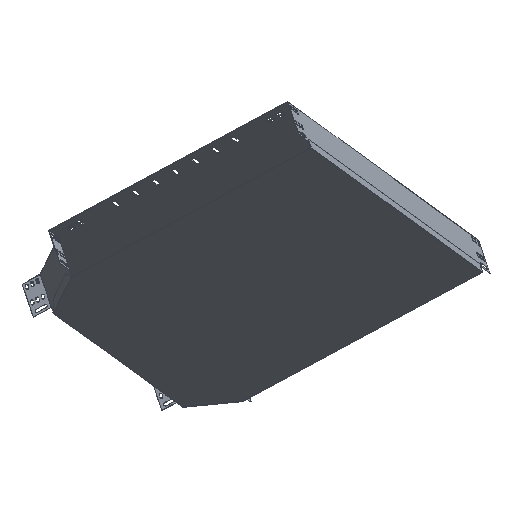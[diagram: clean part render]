
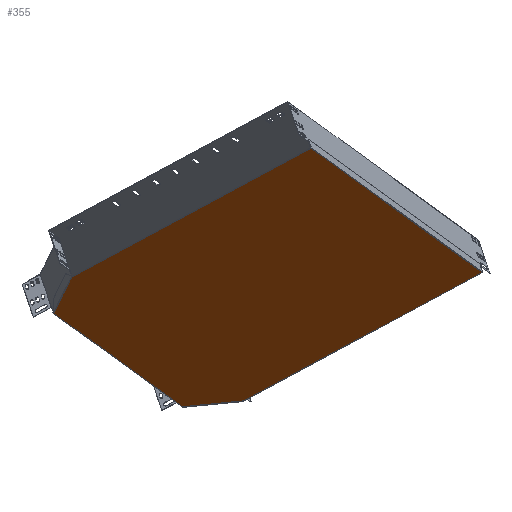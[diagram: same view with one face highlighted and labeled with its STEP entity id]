
A CAD part, front view. The second image highlights one B-rep face of the part: STEP entity #355.
In plain terms, the highlighted planar face has unit normal (0.283, -0.485, -0.827).
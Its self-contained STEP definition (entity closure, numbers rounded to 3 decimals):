
#14 = LINE ( 'NONE', #4819, #5534 ) ;
#32 = LINE ( 'NONE', #4153, #708 ) ;
#35 = DIRECTION ( 'NONE',  ( 0.455, 0.827, -0.33 ) ) ;
#314 = VECTOR ( 'NONE', #10300, 1000. ) ;
#355 = ADVANCED_FACE ( 'NONE', ( #3740 ), #14054, .F. ) ;
#511 = CARTESIAN_POINT ( 'NONE',  ( -112.727, 464.45, -304.644 ) ) ;
#708 = VECTOR ( 'NONE', #6369, 1000. ) ;
#799 = DIRECTION ( 'NONE',  ( 0.919, 0.385, 0.088 ) ) ;
#820 = ORIENTED_EDGE ( 'NONE', *, *, #11604, .F. ) ;
#824 = DIRECTION ( 'NONE',  ( -0.283, 0.485, 0.827 ) ) ;
#932 = LINE ( 'NONE', #2517, #2152 ) ;
#963 = ORIENTED_EDGE ( 'NONE', *, *, #4361, .F. ) ;
#1201 = VERTEX_POINT ( 'NONE', #11719 ) ;
#1309 = LINE ( 'NONE', #9838, #2148 ) ;
#1559 = CARTESIAN_POINT ( 'NONE',  ( -347.51, -143.803, -27.995 ) ) ;
#1577 = AXIS2_PLACEMENT_3D ( 'NONE', #4107, #824, #8547 ) ;
#1864 = LINE ( 'NONE', #9221, #7737 ) ;
#2148 = VECTOR ( 'NONE', #3223, 1000. ) ;
#2152 = VECTOR ( 'NONE', #3634, 1000. ) ;
#2517 = CARTESIAN_POINT ( 'NONE',  ( 17.199, 518.89, -292.165 ) ) ;
#2677 = DIRECTION ( 'NONE',  ( 0.919, 0.385, 0.088 ) ) ;
#2915 = EDGE_CURVE ( 'NONE', #11207, #8416, #1864, .T. ) ;
#3025 = CARTESIAN_POINT ( 'NONE',  ( -114.152, 465.114, -305.521 ) ) ;
#3065 = ORIENTED_EDGE ( 'NONE', *, *, #3639, .T. ) ;
#3191 = EDGE_CURVE ( 'NONE', #1201, #11062, #32, .T. ) ;
#3223 = DIRECTION ( 'NONE',  ( 0.455, 0.827, -0.33 ) ) ;
#3369 = CARTESIAN_POINT ( 'NONE',  ( 160.585, -314.675, 246.005 ) ) ;
#3634 = DIRECTION ( 'NONE',  ( 0.845, -0.283, 0.455 ) ) ;
#3639 = EDGE_CURVE ( 'NONE', #3936, #9197, #7902, .T. ) ;
#3710 = CARTESIAN_POINT ( 'NONE',  ( -387.534, -32.212, -107.162 ) ) ;
#3724 = DIRECTION ( 'NONE',  ( 0.276, -0.785, 0.555 ) ) ;
#3740 = FACE_OUTER_BOUND ( 'NONE', #9986, .T. ) ;
#3936 = VERTEX_POINT ( 'NONE', #8543 ) ;
#4107 = CARTESIAN_POINT ( 'NONE',  ( -503.023, 300.915, -342.132 ) ) ;
#4112 = ORIENTED_EDGE ( 'NONE', *, *, #7077, .F. ) ;
#4153 = CARTESIAN_POINT ( 'NONE',  ( 160.424, -313.513, 245.268 ) ) ;
#4361 = EDGE_CURVE ( 'NONE', #5551, #11088, #14, .T. ) ;
#4556 = EDGE_CURVE ( 'NONE', #5551, #3936, #6026, .T. ) ;
#4684 = VECTOR ( 'NONE', #2677, 1000. ) ;
#4819 = CARTESIAN_POINT ( 'NONE',  ( -112.892, 464.921, -304.977 ) ) ;
#5534 = VECTOR ( 'NONE', #3724, 1000. ) ;
#5551 = VERTEX_POINT ( 'NONE', #13566 ) ;
#6026 = LINE ( 'NONE', #3025, #8968 ) ;
#6295 = ORIENTED_EDGE ( 'NONE', *, *, #3191, .T. ) ;
#6369 = DIRECTION ( 'NONE',  ( -0.845, 0.283, -0.455 ) ) ;
#6771 = CARTESIAN_POINT ( 'NONE',  ( -348.245, -144.111, -28.065 ) ) ;
#7060 = DIRECTION ( 'NONE',  ( 0.919, 0.385, 0.088 ) ) ;
#7077 = EDGE_CURVE ( 'NONE', #11207, #8393, #13520, .T. ) ;
#7132 = CARTESIAN_POINT ( 'NONE',  ( -346.959, -143.572, -27.942 ) ) ;
#7272 = LINE ( 'NONE', #1559, #4684 ) ;
#7720 = VERTEX_POINT ( 'NONE', #13760 ) ;
#7737 = VECTOR ( 'NONE', #7060, 1000. ) ;
#7775 = ORIENTED_EDGE ( 'NONE', *, *, #4556, .T. ) ;
#7807 = LINE ( 'NONE', #3369, #10391 ) ;
#7902 = LINE ( 'NONE', #8285, #13763 ) ;
#7915 = CARTESIAN_POINT ( 'NONE',  ( -385.936, -32.562, -106.411 ) ) ;
#8285 = CARTESIAN_POINT ( 'NONE',  ( 17.033, 519.361, -292.498 ) ) ;
#8393 = VERTEX_POINT ( 'NONE', #6771 ) ;
#8416 = VERTEX_POINT ( 'NONE', #7915 ) ;
#8543 = CARTESIAN_POINT ( 'NONE',  ( 16.813, 519.989, -292.942 ) ) ;
#8547 = DIRECTION ( 'NONE',  ( -0.455, -0.827, 0.33 ) ) ;
#8858 = EDGE_CURVE ( 'NONE', #8416, #11088, #1309, .T. ) ;
#8968 = VECTOR ( 'NONE', #799, 1000. ) ;
#9195 = ORIENTED_EDGE ( 'NONE', *, *, #13842, .T. ) ;
#9197 = VERTEX_POINT ( 'NONE', #12645 ) ;
#9221 = CARTESIAN_POINT ( 'NONE',  ( -386.487, -32.793, -106.464 ) ) ;
#9838 = CARTESIAN_POINT ( 'NONE',  ( -385.936, -32.562, -106.411 ) ) ;
#9986 = EDGE_LOOP ( 'NONE', ( #14259, #963, #7775, #3065, #9195, #12512, #6295, #820, #4112, #10011 ) ) ;
#10011 = ORIENTED_EDGE ( 'NONE', *, *, #2915, .T. ) ;
#10300 = DIRECTION ( 'NONE',  ( 0.276, -0.785, 0.555 ) ) ;
#10391 = VECTOR ( 'NONE', #35, 1000. ) ;
#11062 = VERTEX_POINT ( 'NONE', #7132 ) ;
#11088 = VERTEX_POINT ( 'NONE', #511 ) ;
#11207 = VERTEX_POINT ( 'NONE', #12940 ) ;
#11604 = EDGE_CURVE ( 'NONE', #8393, #11062, #7272, .T. ) ;
#11719 = CARTESIAN_POINT ( 'NONE',  ( 161.1, -313.739, 245.631 ) ) ;
#12512 = ORIENTED_EDGE ( 'NONE', *, *, #13538, .F. ) ;
#12645 = CARTESIAN_POINT ( 'NONE',  ( 17.199, 518.89, -292.165 ) ) ;
#12940 = CARTESIAN_POINT ( 'NONE',  ( -387.222, -33.1, -106.534 ) ) ;
#13520 = LINE ( 'NONE', #3710, #314 ) ;
#13538 = EDGE_CURVE ( 'NONE', #1201, #7720, #7807, .T. ) ;
#13566 = CARTESIAN_POINT ( 'NONE',  ( -113.113, 465.549, -305.421 ) ) ;
#13760 = CARTESIAN_POINT ( 'NONE',  ( 525.257, 348.723, -18.592 ) ) ;
#13763 = VECTOR ( 'NONE', #13878, 1000. ) ;
#13842 = EDGE_CURVE ( 'NONE', #9197, #7720, #932, .T. ) ;
#13878 = DIRECTION ( 'NONE',  ( 0.276, -0.785, 0.555 ) ) ;
#14054 = PLANE ( 'NONE',  #1577 ) ;
#14259 = ORIENTED_EDGE ( 'NONE', *, *, #8858, .T. ) ;
